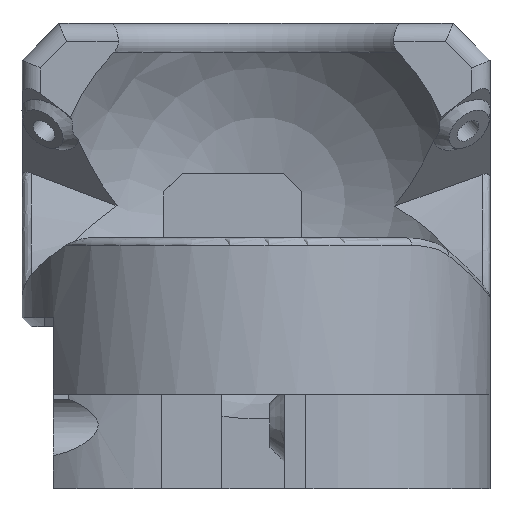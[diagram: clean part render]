
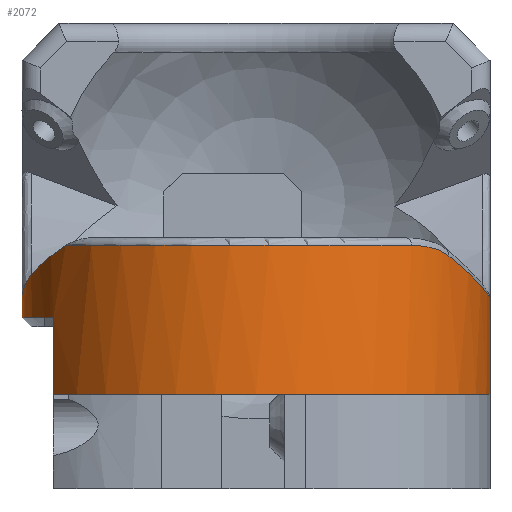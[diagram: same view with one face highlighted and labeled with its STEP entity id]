
A CAD part, left-side view. The second image highlights one B-rep face of the part: STEP entity #2072.
In plain terms, the highlighted cylindrical face has radius 12.7 mm (diameter 25.4 mm), a partial arc.
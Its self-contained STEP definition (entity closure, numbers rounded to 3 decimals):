
#57=CYLINDRICAL_SURFACE('',#2209,12.7);
#94=LINE('',#3370,#274);
#104=LINE('',#3465,#284);
#105=LINE('',#3471,#285);
#274=VECTOR('',#2431,12.5);
#284=VECTOR('',#2443,10.);
#285=VECTOR('',#2448,10.);
#524=FACE_OUTER_BOUND('',#640,.T.);
#640=EDGE_LOOP('',(#1479,#1480,#1481,#1482,#1483,#1484,#1485,#1486,#1487,
#1488,#1489));
#758=CIRCLE('',#2203,12.7);
#763=CIRCLE('',#2210,12.7);
#764=CIRCLE('',#2211,12.7);
#765=CIRCLE('',#2212,12.7);
#836=B_SPLINE_CURVE_WITH_KNOTS('',3,(#3098,#3099,#3100,#3101,#3102,#3103,
#3104,#3105),.UNSPECIFIED.,.F.,.F.,(4,2,2,4),(0.,0.095,0.096,
0.787),.UNSPECIFIED.);
#843=B_SPLINE_CURVE_WITH_KNOTS('',3,(#3252,#3253,#3254,#3255),
 .UNSPECIFIED.,.F.,.F.,(4,4),(0.,0.298),.UNSPECIFIED.);
#850=B_SPLINE_CURVE_WITH_KNOTS('',3,(#3444,#3445,#3446,#3447,#3448,#3449),
 .UNSPECIFIED.,.F.,.F.,(4,2,4),(4.652,4.853,5.257),
 .UNSPECIFIED.);
#851=B_SPLINE_CURVE_WITH_KNOTS('',3,(#3451,#3452,#3453,#3454,#3455,#3456,
#3457,#3458,#3459,#3460,#3461,#3462,#3463),.UNSPECIFIED.,.F.,.F.,(4,2,2,
3,2,4),(-0.002,0.,0.137,0.14,0.326,
0.376),.UNSPECIFIED.);
#900=VERTEX_POINT('',#3028);
#901=VERTEX_POINT('',#3041);
#904=VERTEX_POINT('',#3095);
#905=VERTEX_POINT('',#3097);
#913=VERTEX_POINT('',#3369);
#924=VERTEX_POINT('',#3443);
#925=VERTEX_POINT('',#3450);
#926=VERTEX_POINT('',#3464);
#927=VERTEX_POINT('',#3466);
#928=VERTEX_POINT('',#3468);
#929=VERTEX_POINT('',#3470);
#1113=EDGE_CURVE('',#900,#901,#758,.T.);
#1117=EDGE_CURVE('',#904,#905,#836,.T.);
#1125=EDGE_CURVE('',#901,#904,#843,.T.);
#1130=EDGE_CURVE('',#913,#905,#94,.T.);
#1143=EDGE_CURVE('',#924,#900,#850,.T.);
#1144=EDGE_CURVE('',#925,#924,#851,.T.);
#1145=EDGE_CURVE('',#925,#926,#104,.T.);
#1146=EDGE_CURVE('',#927,#926,#763,.T.);
#1147=EDGE_CURVE('',#927,#928,#764,.T.);
#1148=EDGE_CURVE('',#928,#929,#105,.T.);
#1149=EDGE_CURVE('',#929,#913,#765,.F.);
#1479=ORIENTED_EDGE('',*,*,#1113,.F.);
#1480=ORIENTED_EDGE('',*,*,#1143,.F.);
#1481=ORIENTED_EDGE('',*,*,#1144,.F.);
#1482=ORIENTED_EDGE('',*,*,#1145,.T.);
#1483=ORIENTED_EDGE('',*,*,#1146,.F.);
#1484=ORIENTED_EDGE('',*,*,#1147,.T.);
#1485=ORIENTED_EDGE('',*,*,#1148,.T.);
#1486=ORIENTED_EDGE('',*,*,#1149,.T.);
#1487=ORIENTED_EDGE('',*,*,#1130,.T.);
#1488=ORIENTED_EDGE('',*,*,#1117,.F.);
#1489=ORIENTED_EDGE('',*,*,#1125,.F.);
#2072=ADVANCED_FACE('',(#524),#57,.T.);
#2203=AXIS2_PLACEMENT_3D('',#3042,#2418,#2419);
#2209=AXIS2_PLACEMENT_3D('',#3442,#2441,#2442);
#2210=AXIS2_PLACEMENT_3D('',#3467,#2444,#2445);
#2211=AXIS2_PLACEMENT_3D('',#3469,#2446,#2447);
#2212=AXIS2_PLACEMENT_3D('',#3472,#2449,#2450);
#2418=DIRECTION('center_axis',(0.,0.,1.));
#2419=DIRECTION('ref_axis',(-0.999,0.051,0.));
#2431=DIRECTION('',(0.,0.,1.));
#2441=DIRECTION('center_axis',(0.,0.,1.));
#2442=DIRECTION('ref_axis',(-0.707,0.707,0.));
#2443=DIRECTION('',(0.,0.,-1.));
#2444=DIRECTION('center_axis',(0.,0.,-1.));
#2445=DIRECTION('ref_axis',(-0.707,0.707,0.));
#2446=DIRECTION('center_axis',(0.,0.,1.));
#2447=DIRECTION('ref_axis',(-0.707,0.707,0.));
#2448=DIRECTION('',(0.,0.,-1.));
#2449=DIRECTION('center_axis',(0.,0.,-1.));
#2450=DIRECTION('ref_axis',(-0.707,0.707,0.));
#3028=CARTESIAN_POINT('',(31.763,122.83,90.271));
#3041=CARTESIAN_POINT('',(29.653,104.069,90.271));
#3042=CARTESIAN_POINT('Origin',(39.151,112.5,90.271));
#3095=CARTESIAN_POINT('',(31.889,102.081,89.729));
#3097=CARTESIAN_POINT('',(39.151,99.8,87.388));
#3098=CARTESIAN_POINT('Ctrl Pts',(31.889,102.081,89.729));
#3099=CARTESIAN_POINT('Ctrl Pts',(32.134,101.91,89.603));
#3100=CARTESIAN_POINT('Ctrl Pts',(32.385,101.748,89.473));
#3101=CARTESIAN_POINT('Ctrl Pts',(32.642,101.595,89.34));
#3102=CARTESIAN_POINT('Ctrl Pts',(32.645,101.593,89.339));
#3103=CARTESIAN_POINT('Ctrl Pts',(34.504,100.482,88.376));
#3104=CARTESIAN_POINT('Ctrl Pts',(36.778,99.8,87.557));
#3105=CARTESIAN_POINT('Ctrl Pts',(39.151,99.8,87.388));
#3252=CARTESIAN_POINT('Ctrl Pts',(29.653,104.069,90.271));
#3253=CARTESIAN_POINT('Ctrl Pts',(30.333,103.303,90.271));
#3254=CARTESIAN_POINT('Ctrl Pts',(31.12,102.617,90.127));
#3255=CARTESIAN_POINT('Ctrl Pts',(31.889,102.081,89.729));
#3369=CARTESIAN_POINT('',(39.151,99.8,82.2));
#3370=CARTESIAN_POINT('',(39.151,99.8,81.148));
#3442=CARTESIAN_POINT('Origin',(39.151,112.5,81.148));
#3443=CARTESIAN_POINT('',(35.623,124.7,88.685));
#3444=CARTESIAN_POINT('Ctrl Pts',(35.623,124.7,88.685));
#3445=CARTESIAN_POINT('Ctrl Pts',(35.173,124.57,88.83));
#3446=CARTESIAN_POINT('Ctrl Pts',(34.733,124.416,88.988));
#3447=CARTESIAN_POINT('Ctrl Pts',(33.451,123.887,89.489));
#3448=CARTESIAN_POINT('Ctrl Pts',(32.603,123.43,89.889));
#3449=CARTESIAN_POINT('Ctrl Pts',(31.763,122.83,90.271));
#3450=CARTESIAN_POINT('',(39.151,125.2,87.414));
#3451=CARTESIAN_POINT('Ctrl Pts',(39.151,125.2,87.414));
#3452=CARTESIAN_POINT('Ctrl Pts',(39.146,125.2,87.416));
#3453=CARTESIAN_POINT('Ctrl Pts',(39.14,125.2,87.418));
#3454=CARTESIAN_POINT('Ctrl Pts',(38.698,125.199,87.551));
#3455=CARTESIAN_POINT('Ctrl Pts',(38.266,125.176,87.702));
#3456=CARTESIAN_POINT('Ctrl Pts',(37.83,125.131,87.864));
#3457=CARTESIAN_POINT('Ctrl Pts',(37.82,125.13,87.867));
#3458=CARTESIAN_POINT('Ctrl Pts',(37.81,125.129,87.871));
#3459=CARTESIAN_POINT('Ctrl Pts',(37.232,125.068,88.086));
#3460=CARTESIAN_POINT('Ctrl Pts',(36.647,124.964,88.323));
#3461=CARTESIAN_POINT('Ctrl Pts',(35.928,124.785,88.583));
#3462=CARTESIAN_POINT('Ctrl Pts',(35.774,124.744,88.637));
#3463=CARTESIAN_POINT('Ctrl Pts',(35.623,124.7,88.685));
#3464=CARTESIAN_POINT('',(39.151,125.2,86.35));
#3465=CARTESIAN_POINT('',(39.151,125.2,81.148));
#3466=CARTESIAN_POINT('',(33.762,124.,86.35));
#3467=CARTESIAN_POINT('Origin',(39.151,112.5,86.35));
#3468=CARTESIAN_POINT('',(32.804,123.5,86.35));
#3469=CARTESIAN_POINT('Origin',(39.151,112.5,86.35));
#3470=CARTESIAN_POINT('',(32.804,123.5,82.2));
#3471=CARTESIAN_POINT('',(32.804,123.5,81.148));
#3472=CARTESIAN_POINT('Origin',(39.151,112.5,82.2));
